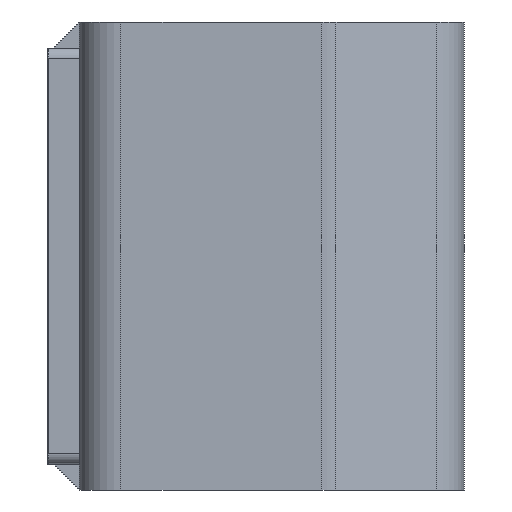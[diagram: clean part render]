
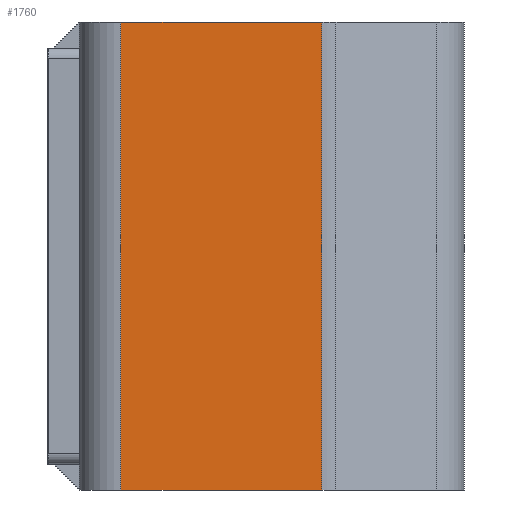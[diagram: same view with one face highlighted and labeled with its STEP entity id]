
A CAD part, left-side view. The second image highlights one B-rep face of the part: STEP entity #1760.
In plain terms, the highlighted planar face has unit normal (-1, 0, 0).
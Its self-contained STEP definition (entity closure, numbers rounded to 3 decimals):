
#256=FACE_OUTER_BOUND('',#354,.T.);
#354=EDGE_LOOP('',(#1262,#1263,#1264,#1265));
#483=LINE('',#2763,#627);
#500=LINE('',#2820,#644);
#501=LINE('',#2823,#645);
#502=LINE('',#2824,#646);
#627=VECTOR('',#2219,10.);
#644=VECTOR('',#2266,10.);
#645=VECTOR('',#2269,10.);
#646=VECTOR('',#2270,10.);
#771=VERTEX_POINT('',#2760);
#772=VERTEX_POINT('',#2762);
#797=VERTEX_POINT('',#2818);
#798=VERTEX_POINT('',#2822);
#951=EDGE_CURVE('',#772,#771,#483,.T.);
#980=EDGE_CURVE('',#797,#771,#500,.T.);
#981=EDGE_CURVE('',#797,#798,#501,.T.);
#982=EDGE_CURVE('',#798,#772,#502,.T.);
#1262=ORIENTED_EDGE('',*,*,#981,.T.);
#1263=ORIENTED_EDGE('',*,*,#982,.T.);
#1264=ORIENTED_EDGE('',*,*,#951,.T.);
#1265=ORIENTED_EDGE('',*,*,#980,.F.);
#1700=PLANE('',#1986);
#1760=ADVANCED_FACE('',(#256),#1700,.T.);
#1986=AXIS2_PLACEMENT_3D('',#2821,#2267,#2268);
#2219=DIRECTION('',(0.,-1.,0.));
#2266=DIRECTION('',(0.,0.,-1.));
#2267=DIRECTION('center_axis',(-1.,0.,0.));
#2268=DIRECTION('ref_axis',(0.,0.,1.));
#2269=DIRECTION('',(0.,1.,0.));
#2270=DIRECTION('',(0.,0.,-1.));
#2760=CARTESIAN_POINT('',(-39.5,21.353,-45.));
#2762=CARTESIAN_POINT('',(-39.5,60.,-45.));
#2763=CARTESIAN_POINT('',(-39.5,21.353,-45.));
#2818=CARTESIAN_POINT('',(-39.5,21.353,45.));
#2820=CARTESIAN_POINT('',(-39.5,21.353,0.));
#2821=CARTESIAN_POINT('Origin',(-39.5,21.353,0.));
#2822=CARTESIAN_POINT('',(-39.5,60.,45.));
#2823=CARTESIAN_POINT('',(-39.5,21.353,45.));
#2824=CARTESIAN_POINT('',(-39.5,60.,0.));
